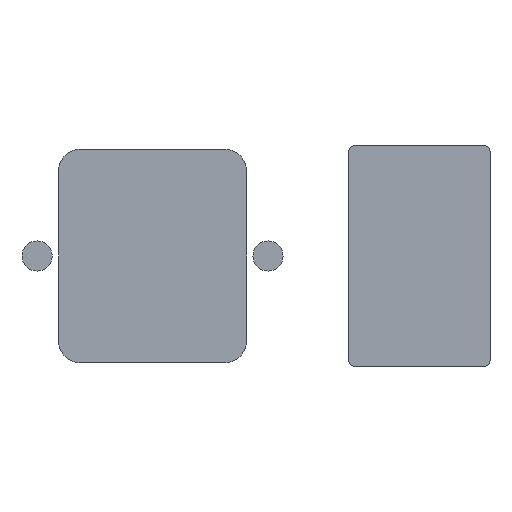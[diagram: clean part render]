
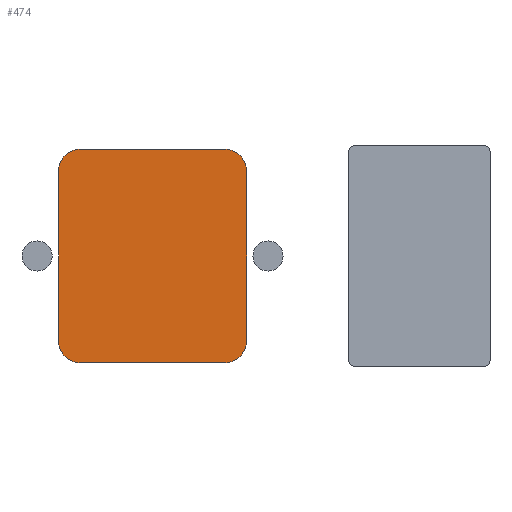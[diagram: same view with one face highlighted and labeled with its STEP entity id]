
A CAD part, front view. The second image highlights one B-rep face of the part: STEP entity #474.
In plain terms, the highlighted planar face has unit normal (0, -1, 0).
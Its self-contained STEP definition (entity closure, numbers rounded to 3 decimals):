
#26=PLANE('',#529);
#50=FACE_OUTER_BOUND('',#80,.T.);
#80=EDGE_LOOP('',(#363,#364,#365,#366,#367,#368,#369,#370));
#105=LINE('',#725,#151);
#111=LINE('',#745,#157);
#114=LINE('',#753,#160);
#116=LINE('',#759,#162);
#151=VECTOR('',#576,10.);
#157=VECTOR('',#596,10.);
#160=VECTOR('',#605,10.);
#162=VECTOR('',#613,10.);
#193=CIRCLE('',#513,3.4);
#198=CIRCLE('',#521,3.4);
#199=CIRCLE('',#524,3.4);
#200=CIRCLE('',#527,3.4);
#213=VERTEX_POINT('',#712);
#214=VERTEX_POINT('',#713);
#218=VERTEX_POINT('',#723);
#224=VERTEX_POINT('',#739);
#225=VERTEX_POINT('',#743);
#226=VERTEX_POINT('',#747);
#227=VERTEX_POINT('',#748);
#228=VERTEX_POINT('',#755);
#257=EDGE_CURVE('',#213,#214,#193,.T.);
#263=EDGE_CURVE('',#213,#218,#105,.T.);
#270=EDGE_CURVE('',#224,#218,#198,.T.);
#273=EDGE_CURVE('',#224,#225,#111,.T.);
#274=EDGE_CURVE('',#226,#227,#199,.T.);
#277=EDGE_CURVE('',#226,#214,#114,.T.);
#278=EDGE_CURVE('',#228,#225,#200,.T.);
#280=EDGE_CURVE('',#228,#227,#116,.T.);
#363=ORIENTED_EDGE('',*,*,#257,.F.);
#364=ORIENTED_EDGE('',*,*,#263,.T.);
#365=ORIENTED_EDGE('',*,*,#270,.F.);
#366=ORIENTED_EDGE('',*,*,#273,.T.);
#367=ORIENTED_EDGE('',*,*,#278,.F.);
#368=ORIENTED_EDGE('',*,*,#280,.T.);
#369=ORIENTED_EDGE('',*,*,#274,.F.);
#370=ORIENTED_EDGE('',*,*,#277,.T.);
#474=ADVANCED_FACE('',(#50),#26,.T.);
#513=AXIS2_PLACEMENT_3D('',#714,#566,#567);
#521=AXIS2_PLACEMENT_3D('',#740,#590,#591);
#524=AXIS2_PLACEMENT_3D('',#749,#599,#600);
#527=AXIS2_PLACEMENT_3D('',#756,#608,#609);
#529=AXIS2_PLACEMENT_3D('',#760,#614,#615);
#566=DIRECTION('center_axis',(0.,1.,0.));
#567=DIRECTION('ref_axis',(0.707,0.,0.707));
#576=DIRECTION('',(-1.,0.,0.));
#590=DIRECTION('center_axis',(0.,1.,0.));
#591=DIRECTION('ref_axis',(-0.707,0.,0.707));
#596=DIRECTION('',(0.,0.,-1.));
#599=DIRECTION('center_axis',(0.,1.,0.));
#600=DIRECTION('ref_axis',(0.707,0.,-0.707));
#605=DIRECTION('',(0.,0.,1.));
#608=DIRECTION('center_axis',(0.,1.,0.));
#609=DIRECTION('ref_axis',(-0.707,0.,-0.707));
#613=DIRECTION('',(1.,0.,0.));
#614=DIRECTION('center_axis',(0.,-1.,0.));
#615=DIRECTION('ref_axis',(0.,0.,-1.));
#712=CARTESIAN_POINT('',(-30.35,-0.4,16.65));
#713=CARTESIAN_POINT('',(-26.95,-0.4,13.25));
#714=CARTESIAN_POINT('Origin',(-30.35,-0.4,13.25));
#723=CARTESIAN_POINT('',(-52.85,-0.4,16.65));
#725=CARTESIAN_POINT('',(-26.95,-0.4,16.65));
#739=CARTESIAN_POINT('',(-56.25,-0.4,13.25));
#740=CARTESIAN_POINT('Origin',(-52.85,-0.4,13.25));
#743=CARTESIAN_POINT('',(-56.25,-0.4,-13.25));
#745=CARTESIAN_POINT('',(-56.25,-0.4,16.65));
#747=CARTESIAN_POINT('',(-26.95,-0.4,-13.25));
#748=CARTESIAN_POINT('',(-30.35,-0.4,-16.65));
#749=CARTESIAN_POINT('Origin',(-30.35,-0.4,-13.25));
#753=CARTESIAN_POINT('',(-26.95,-0.4,-16.65));
#755=CARTESIAN_POINT('',(-52.85,-0.4,-16.65));
#756=CARTESIAN_POINT('Origin',(-52.85,-0.4,-13.25));
#759=CARTESIAN_POINT('',(-56.25,-0.4,-16.65));
#760=CARTESIAN_POINT('Origin',(-27.975,-0.4,0.));
